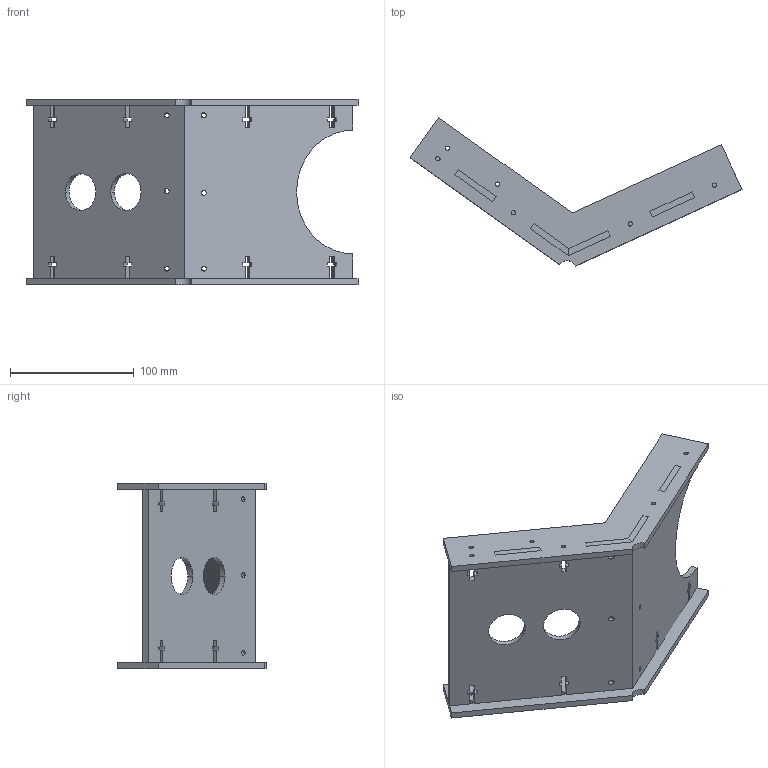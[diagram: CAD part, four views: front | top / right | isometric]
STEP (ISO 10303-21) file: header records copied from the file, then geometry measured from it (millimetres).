
FILE_DESCRIPTION(('CATIA V5 STEP Exchange'),'2;1');
FILE_NAME('V gate.stp','2019-12-29T12:17:12+00:00',('none'),('none'),'CATIA Version 5 Release 20 GA (IN-10)','CATIA V5 STEP AP203','none');
FILE_SCHEMA(('CONFIG_CONTROL_DESIGN'));
Length unit declared in the file: millimetre
Products named in the file (2): frame final (2); Vgate final
Assembly tree (5 placements, depth 3):
  frame final (2)
    Vgate final
      #66  x2
      #1624
      #4682
Bounding box: 268.4 x 119.94 x 150 mm (x, y, z)
Volume: 291542.6 mm3; surface area: 137036 mm2
Topology: 4 solids, 4 shells, 239 faces, 693 edges, 462 vertices
Faces by surface type: plane 183, cylinder 56
Entity records: 7842 total; most frequent: CARTESIAN_POINT 2390, ORIENTED_EDGE 1188, DIRECTION 948, EDGE_CURVE 594, VECTOR 496, LINE 496, VERTEX_POINT 396, AXIS2_PLACEMENT_3D 238
